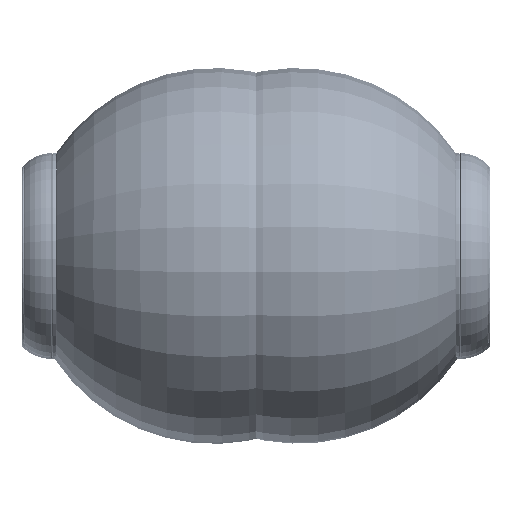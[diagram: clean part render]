
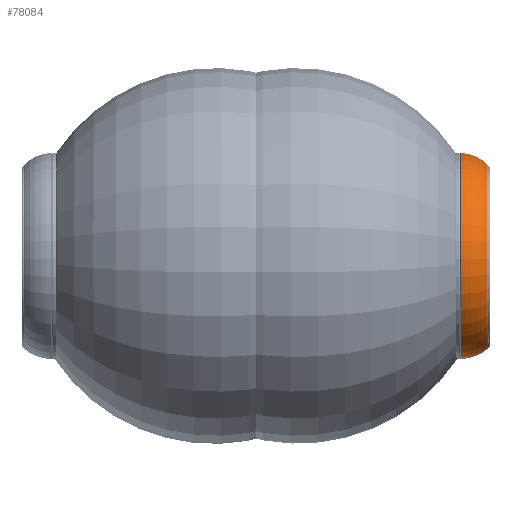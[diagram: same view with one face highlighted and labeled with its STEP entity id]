
A CAD part, top view. The second image highlights one B-rep face of the part: STEP entity #78084.
In plain terms, the highlighted toroidal (fillet/blend) face has major radius 85.024 mm and minor radius 52.476 mm.
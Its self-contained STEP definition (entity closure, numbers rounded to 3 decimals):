
#2693 = DIRECTION ( 'NONE',  ( 0.002, -0.211, 0.977 ) ) ;
#7853 = DIRECTION ( 'NONE',  ( -1., 0., 0.002 ) ) ;
#18643 = FACE_OUTER_BOUND ( 'NONE', #158824, .T. ) ;
#21013 = AXIS2_PLACEMENT_3D ( 'NONE', #26643, #150672, #2693 ) ;
#26643 = CARTESIAN_POINT ( 'NONE',  ( 310.394, 8.277, 267.302 ) ) ;
#29993 = ORIENTED_EDGE ( 'NONE', *, *, #59692, .F. ) ;
#39373 = CARTESIAN_POINT ( 'NONE',  ( 274.9, 8.277, 267.364 ) ) ;
#40690 = AXIS2_PLACEMENT_3D ( 'NONE', #39373, #89844, #124540 ) ;
#43258 = CIRCLE ( 'NONE', #40690, 137.49 ) ;
#44255 = CARTESIAN_POINT ( 'NONE',  ( 273.9, 8.277, 267.366 ) ) ;
#59692 = EDGE_CURVE ( 'NONE', #153870, #153870, #43258, .T. ) ;
#63869 = CARTESIAN_POINT ( 'NONE',  ( 310.604, -17.619, 387.27 ) ) ;
#77885 = CARTESIAN_POINT ( 'NONE',  ( 274.666, 37.288, 132.969 ) ) ;
#78084 = ADVANCED_FACE ( 'NONE', ( #158283, #18643 ), #97599, .T. ) ;
#89844 = DIRECTION ( 'NONE',  ( -1., 0., 0.002 ) ) ;
#92243 = EDGE_LOOP ( 'NONE', ( #29993 ) ) ;
#94978 = AXIS2_PLACEMENT_3D ( 'NONE', #44255, #7853, #120307 ) ;
#95018 = CIRCLE ( 'NONE', #21013, 122.732 ) ;
#97599 = TOROIDAL_SURFACE ( 'NONE', #94978, 85.024, 52.476 ) ;
#120307 = DIRECTION ( 'NONE',  ( -0.002, 0.211, -0.977 ) ) ;
#124540 = DIRECTION ( 'NONE',  ( -0.002, 0.211, -0.977 ) ) ;
#149876 = EDGE_CURVE ( 'NONE', #150647, #150647, #95018, .T. ) ;
#150220 = ORIENTED_EDGE ( 'NONE', *, *, #149876, .F. ) ;
#150647 = VERTEX_POINT ( 'NONE', #63869 ) ;
#150672 = DIRECTION ( 'NONE',  ( 1., 0., -0.002 ) ) ;
#153870 = VERTEX_POINT ( 'NONE', #77885 ) ;
#158283 = FACE_OUTER_BOUND ( 'NONE', #92243, .T. ) ;
#158824 = EDGE_LOOP ( 'NONE', ( #150220 ) ) ;
